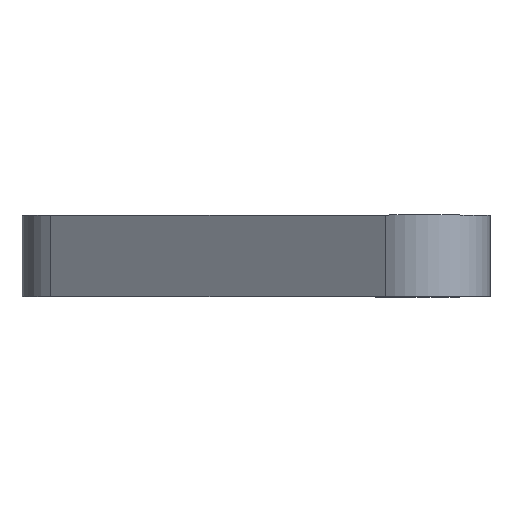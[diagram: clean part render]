
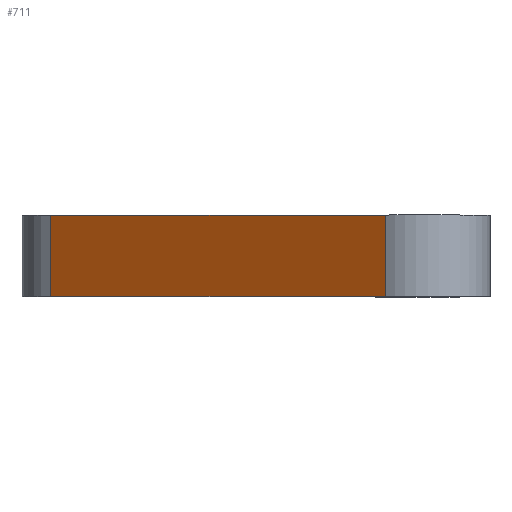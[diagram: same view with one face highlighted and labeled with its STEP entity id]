
A CAD part, top view. The second image highlights one B-rep face of the part: STEP entity #711.
In plain terms, the highlighted planar face has unit normal (-0.601, 0, 0.8).
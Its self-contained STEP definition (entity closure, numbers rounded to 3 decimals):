
#34 = EDGE_CURVE ( 'NONE', #2633, #1858, #4074, .T. ) ;
#91 = VECTOR ( 'NONE', #3318, 1000. ) ;
#212 = DIRECTION ( 'NONE',  ( 0., -1., 0. ) ) ;
#228 = DIRECTION ( 'NONE',  ( -0.8, 0., -0.601 ) ) ;
#239 = CARTESIAN_POINT ( 'NONE',  ( -4.354, 9., 25.047 ) ) ;
#419 = EDGE_CURVE ( 'NONE', #4241, #2633, #597, .T. ) ;
#484 = CARTESIAN_POINT ( 'NONE',  ( -13.597, 0., 18.105 ) ) ;
#597 = LINE ( 'NONE', #2517, #3286 ) ;
#643 = LINE ( 'NONE', #4278, #2373 ) ;
#711 = ADVANCED_FACE ( 'NONE', ( #2838 ), #875, .F. ) ;
#875 = PLANE ( 'NONE',  #3975 ) ;
#1104 = DIRECTION ( 'NONE',  ( 0.8, 0., 0.601 ) ) ;
#1468 = ORIENTED_EDGE ( 'NONE', *, *, #3251, .F. ) ;
#1690 = CARTESIAN_POINT ( 'NONE',  ( -41.443, 0., -2.806 ) ) ;
#1856 = ORIENTED_EDGE ( 'NONE', *, *, #419, .T. ) ;
#1858 = VERTEX_POINT ( 'NONE', #2773 ) ;
#2359 = VERTEX_POINT ( 'NONE', #3510 ) ;
#2373 = VECTOR ( 'NONE', #2661, 1000. ) ;
#2517 = CARTESIAN_POINT ( 'NONE',  ( -41.443, 9., -2.806 ) ) ;
#2538 = ORIENTED_EDGE ( 'NONE', *, *, #34, .T. ) ;
#2633 = VERTEX_POINT ( 'NONE', #1690 ) ;
#2661 = DIRECTION ( 'NONE',  ( 0.8, 0., 0.601 ) ) ;
#2773 = CARTESIAN_POINT ( 'NONE',  ( -4.354, 0., 25.047 ) ) ;
#2838 = FACE_OUTER_BOUND ( 'NONE', #2945, .T. ) ;
#2945 = EDGE_LOOP ( 'NONE', ( #2538, #3559, #1468, #1856 ) ) ;
#3062 = CARTESIAN_POINT ( 'NONE',  ( -41.443, 9., -2.806 ) ) ;
#3077 = VECTOR ( 'NONE', #1104, 1000. ) ;
#3189 = DIRECTION ( 'NONE',  ( 0.601, 0., -0.8 ) ) ;
#3192 = EDGE_CURVE ( 'NONE', #2359, #1858, #3199, .T. ) ;
#3199 = LINE ( 'NONE', #239, #91 ) ;
#3251 = EDGE_CURVE ( 'NONE', #4241, #2359, #643, .T. ) ;
#3286 = VECTOR ( 'NONE', #212, 1000. ) ;
#3318 = DIRECTION ( 'NONE',  ( 0., -1., 0. ) ) ;
#3510 = CARTESIAN_POINT ( 'NONE',  ( -4.354, 9., 25.047 ) ) ;
#3519 = CARTESIAN_POINT ( 'NONE',  ( -13.597, 9., 18.105 ) ) ;
#3559 = ORIENTED_EDGE ( 'NONE', *, *, #3192, .F. ) ;
#3975 = AXIS2_PLACEMENT_3D ( 'NONE', #3519, #3189, #228 ) ;
#4074 = LINE ( 'NONE', #484, #3077 ) ;
#4241 = VERTEX_POINT ( 'NONE', #3062 ) ;
#4278 = CARTESIAN_POINT ( 'NONE',  ( -13.597, 9., 18.105 ) ) ;
